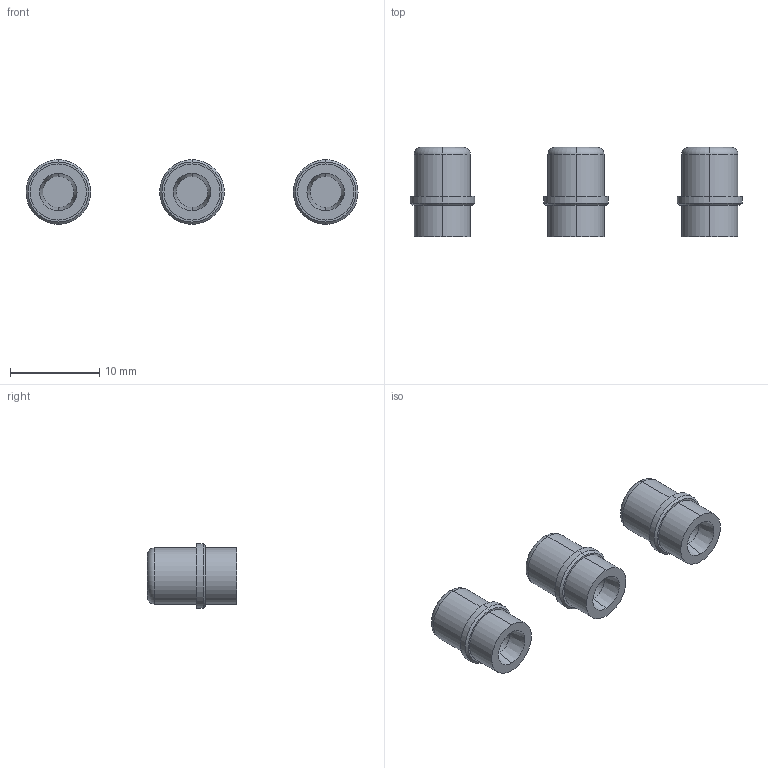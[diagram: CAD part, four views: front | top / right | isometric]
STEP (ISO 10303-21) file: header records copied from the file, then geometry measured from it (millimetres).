
FILE_DESCRIPTION (( 'STEP AP214' ), '1' );
FILE_NAME ('buttoncaps.STEP', '2025-05-29T01:29:49', ( '' ), ( '' ), 'SwSTEP 2.0', 'SolidWorks 2024', '' );
FILE_SCHEMA (( 'AUTOMOTIVE_DESIGN' ));
Length unit declared in the file: millimetre
Products named in the file (2): buttoncaps; buttoncap
Assembly tree (3 placements, depth 2):
  buttoncaps
    buttoncap  x3
Bounding box: 37.25 x 10 x 7.25 mm (x, y, z)
Volume: 727.7 mm3; surface area: 1062.7 mm2
Topology: 3 solids, 3 shells, 57 faces, 108 edges, 66 vertices
Faces by surface type: cylinder 24, plane 15, cone 12, torus 6
Entity records: 557 total; most frequent: DIRECTION 110, CARTESIAN_POINT 83, ORIENTED_EDGE 72, AXIS2_PLACEMENT_3D 49, EDGE_CURVE 36, CIRCLE 24, EDGE_LOOP 22, VERTEX_POINT 22
